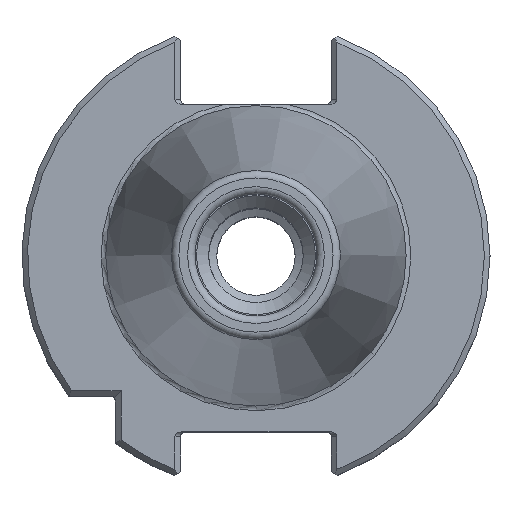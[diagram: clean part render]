
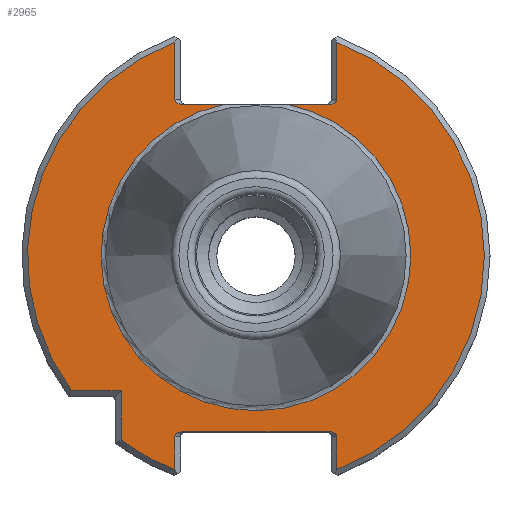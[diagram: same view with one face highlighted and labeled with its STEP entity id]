
A CAD part, top view. The second image highlights one B-rep face of the part: STEP entity #2965.
In plain terms, the highlighted planar face has unit normal (0, 0, 1).
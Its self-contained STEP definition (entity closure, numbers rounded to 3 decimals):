
#23=ELLIPSE('',#3173,0.707,0.5);
#26=ELLIPSE('',#3178,0.707,0.5);
#30=ELLIPSE('',#3193,0.707,0.5);
#31=ELLIPSE('',#3197,0.707,0.5);
#57=LINE('',#4217,#160);
#58=LINE('',#4226,#161);
#63=LINE('',#4241,#166);
#64=LINE('',#4252,#167);
#79=LINE('',#4352,#182);
#80=LINE('',#4354,#183);
#108=LINE('',#4516,#211);
#109=LINE('',#4517,#212);
#110=LINE('',#4518,#213);
#160=VECTOR('',#3509,1000.);
#161=VECTOR('',#3516,1000.);
#166=VECTOR('',#3523,1000.);
#167=VECTOR('',#3532,1000.);
#182=VECTOR('',#3585,1000.);
#183=VECTOR('',#3588,1000.);
#211=VECTOR('',#3704,1000.);
#212=VECTOR('',#3705,1000.);
#213=VECTOR('',#3706,1000.);
#341=PLANE('',#3196);
#771=ORIENTED_EDGE('',*,*,#1088,.T.);
#772=ORIENTED_EDGE('',*,*,#1085,.T.);
#773=ORIENTED_EDGE('',*,*,#1160,.T.);
#774=ORIENTED_EDGE('',*,*,#1185,.F.);
#775=ORIENTED_EDGE('',*,*,#1155,.T.);
#776=ORIENTED_EDGE('',*,*,#1079,.T.);
#777=ORIENTED_EDGE('',*,*,#1077,.T.);
#778=ORIENTED_EDGE('',*,*,#1076,.T.);
#779=ORIENTED_EDGE('',*,*,#1181,.T.);
#780=ORIENTED_EDGE('',*,*,#1186,.F.);
#781=ORIENTED_EDGE('',*,*,#1183,.F.);
#782=ORIENTED_EDGE('',*,*,#1187,.F.);
#783=ORIENTED_EDGE('',*,*,#1188,.T.);
#784=ORIENTED_EDGE('',*,*,#1089,.T.);
#785=ORIENTED_EDGE('',*,*,#1069,.T.);
#786=ORIENTED_EDGE('',*,*,#1123,.T.);
#787=ORIENTED_EDGE('',*,*,#1124,.T.);
#1069=EDGE_CURVE('',#1339,#1338,#1508,.T.);
#1076=EDGE_CURVE('',#1342,#1344,#57,.T.);
#1077=EDGE_CURVE('',#1345,#1342,#1510,.T.);
#1079=EDGE_CURVE('',#1346,#1345,#58,.T.);
#1085=EDGE_CURVE('',#1348,#1350,#63,.T.);
#1088=EDGE_CURVE('',#1351,#1348,#1512,.T.);
#1089=EDGE_CURVE('',#1353,#1339,#64,.T.);
#1123=EDGE_CURVE('',#1338,#1376,#79,.T.);
#1124=EDGE_CURVE('',#1376,#1351,#80,.T.);
#1155=EDGE_CURVE('',#1397,#1346,#23,.F.);
#1160=EDGE_CURVE('',#1350,#1400,#26,.F.);
#1181=EDGE_CURVE('',#1344,#1413,#30,.F.);
#1183=EDGE_CURVE('',#1414,#1415,#1531,.T.);
#1185=EDGE_CURVE('',#1397,#1400,#108,.T.);
#1186=EDGE_CURVE('',#1415,#1413,#109,.T.);
#1187=EDGE_CURVE('',#1416,#1414,#110,.T.);
#1188=EDGE_CURVE('',#1416,#1353,#31,.F.);
#1338=VERTEX_POINT('',#4193);
#1339=VERTEX_POINT('',#4195);
#1342=VERTEX_POINT('',#4212);
#1344=VERTEX_POINT('',#4216);
#1345=VERTEX_POINT('',#4220);
#1346=VERTEX_POINT('',#4227);
#1348=VERTEX_POINT('',#4236);
#1350=VERTEX_POINT('',#4240);
#1351=VERTEX_POINT('',#4247);
#1353=VERTEX_POINT('',#4253);
#1376=VERTEX_POINT('',#4351);
#1397=VERTEX_POINT('',#4445);
#1400=VERTEX_POINT('',#4455);
#1413=VERTEX_POINT('',#4504);
#1414=VERTEX_POINT('',#4508);
#1415=VERTEX_POINT('',#4509);
#1416=VERTEX_POINT('',#4519);
#1508=CIRCLE('',#3122,24.4);
#1510=CIRCLE('',#3126,24.4);
#1512=CIRCLE('',#3131,24.4);
#1531=CIRCLE('',#3195,16.543);
#1680=EDGE_LOOP('',(#771,#772,#773,#774,#775,#776,#777,#778,#779,#780,#781,
#782,#783,#784,#785,#786,#787));
#1865=FACE_BOUND('',#1680,.T.);
#2965=ADVANCED_FACE('',(#1865),#341,.T.);
#3122=AXIS2_PLACEMENT_3D('',#4194,#3501,#3502);
#3126=AXIS2_PLACEMENT_3D('',#4219,#3512,#3513);
#3131=AXIS2_PLACEMENT_3D('',#4250,#3528,#3529);
#3173=AXIS2_PLACEMENT_3D('',#4444,#3640,#3641);
#3178=AXIS2_PLACEMENT_3D('',#4454,#3652,#3653);
#3193=AXIS2_PLACEMENT_3D('',#4503,#3695,#3696);
#3195=AXIS2_PLACEMENT_3D('',#4507,#3700,#3701);
#3196=AXIS2_PLACEMENT_3D('',#4515,#3702,#3703);
#3197=AXIS2_PLACEMENT_3D('',#4520,#3707,#3708);
#3501=DIRECTION('',(0.,0.,1.));
#3502=DIRECTION('',(1.,0.,0.));
#3509=DIRECTION('',(0.,-1.,0.));
#3512=DIRECTION('',(0.,0.,1.));
#3513=DIRECTION('',(1.,0.,0.));
#3516=DIRECTION('',(0.,-1.,0.));
#3523=DIRECTION('',(0.,1.,0.));
#3528=DIRECTION('',(0.,0.,1.));
#3529=DIRECTION('',(1.,0.,0.));
#3532=DIRECTION('',(0.,1.,0.));
#3585=DIRECTION('',(1.,0.,0.));
#3588=DIRECTION('',(0.,-1.,0.));
#3640=DIRECTION('',(0.,0.,1.));
#3641=DIRECTION('',(1.,0.,0.));
#3652=DIRECTION('',(0.,0.,1.));
#3653=DIRECTION('',(1.,0.,0.));
#3695=DIRECTION('',(0.,0.,1.));
#3696=DIRECTION('',(-1.,0.,0.));
#3700=DIRECTION('',(0.,0.,1.));
#3701=DIRECTION('',(1.,0.,0.));
#3702=DIRECTION('',(0.,0.,1.));
#3703=DIRECTION('',(1.,0.,0.));
#3704=DIRECTION('',(-1.,0.,0.));
#3705=DIRECTION('',(1.,0.,0.));
#3706=DIRECTION('',(1.,0.,0.));
#3707=DIRECTION('',(0.,0.,1.));
#3708=DIRECTION('',(-1.,0.,0.));
#4193=CARTESIAN_POINT('',(-19.698,-14.4,-3.2));
#4194=CARTESIAN_POINT('',(0.,0.,-3.2));
#4195=CARTESIAN_POINT('',(-8.65,22.815,-3.2));
#4212=CARTESIAN_POINT('',(8.65,22.815,-3.2));
#4216=CARTESIAN_POINT('',(8.65,16.7,-3.2));
#4217=CARTESIAN_POINT('',(8.65,16.2,-3.2));
#4219=CARTESIAN_POINT('',(0.,0.,-3.2));
#4220=CARTESIAN_POINT('',(8.65,-22.815,-3.2));
#4226=CARTESIAN_POINT('',(8.65,-23.827,-3.2));
#4227=CARTESIAN_POINT('',(8.65,-19.3,-3.2));
#4236=CARTESIAN_POINT('',(-8.65,-22.815,-3.2));
#4240=CARTESIAN_POINT('',(-8.65,-19.3,-3.2));
#4241=CARTESIAN_POINT('',(-8.65,-18.8,-3.2));
#4247=CARTESIAN_POINT('',(-14.4,-19.698,-3.2));
#4250=CARTESIAN_POINT('',(0.,0.,-3.2));
#4252=CARTESIAN_POINT('',(-8.65,23.827,-3.2));
#4253=CARTESIAN_POINT('',(-8.65,16.7,-3.2));
#4351=CARTESIAN_POINT('',(-14.4,-14.4,-3.2));
#4352=CARTESIAN_POINT('',(-15.,-14.4,-3.2));
#4354=CARTESIAN_POINT('',(-14.4,-20.187,-3.2));
#4444=CARTESIAN_POINT('',(7.943,-19.3,-3.2));
#4445=CARTESIAN_POINT('',(7.943,-18.8,-3.2));
#4454=CARTESIAN_POINT('',(-7.943,-19.3,-3.2));
#4455=CARTESIAN_POINT('',(-7.943,-18.8,-3.2));
#4503=CARTESIAN_POINT('',(7.943,16.7,-3.2));
#4504=CARTESIAN_POINT('',(7.943,16.2,-3.2));
#4507=CARTESIAN_POINT('',(0.,0.,-3.2));
#4508=CARTESIAN_POINT('',(-3.35,16.2,-3.2));
#4509=CARTESIAN_POINT('',(3.35,16.2,-3.2));
#4515=CARTESIAN_POINT('',(16.543,0.,-3.2));
#4516=CARTESIAN_POINT('',(8.05,-18.8,-3.2));
#4517=CARTESIAN_POINT('',(-8.05,16.2,-3.2));
#4518=CARTESIAN_POINT('',(-8.05,16.2,-3.2));
#4519=CARTESIAN_POINT('',(-7.943,16.2,-3.2));
#4520=CARTESIAN_POINT('',(-7.943,16.7,-3.2));
